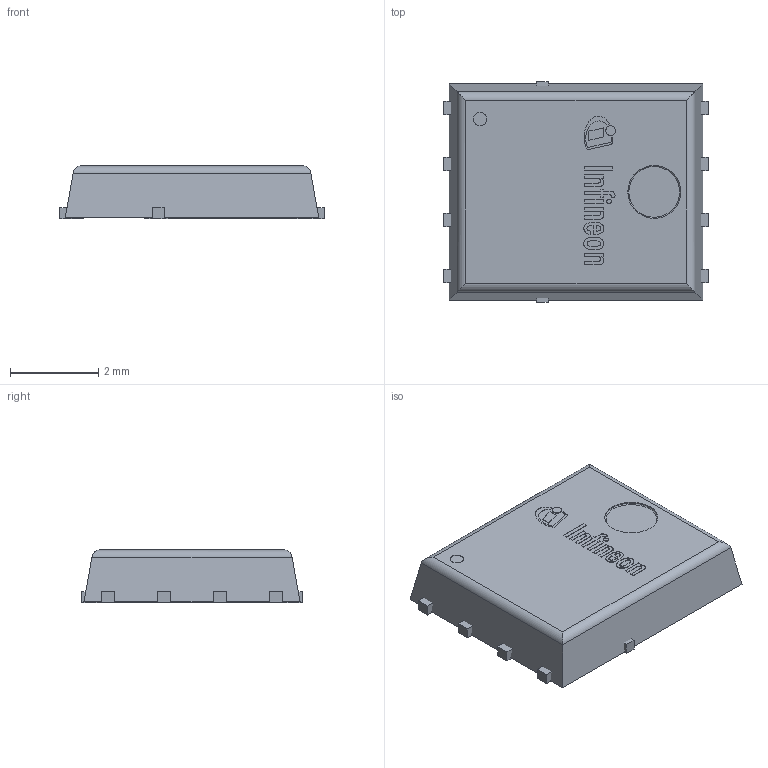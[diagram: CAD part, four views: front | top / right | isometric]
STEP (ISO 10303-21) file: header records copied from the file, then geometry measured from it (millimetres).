
FILE_DESCRIPTION(/* description */ (''),/* implementation_level */ '2;1');
FILE_NAME(/* name */ 'PG-TDSON-8-64_Z8B00220301_V01_3D.stp',/* time_stamp */ '2024-03-27T18:22:08+06:00',/* author */ ('sivamani'),/* organization */ (''),/* preprocessor_version */ 'ST-DEVELOPER v16.13',/* originating_system */ 'AutoCAD Mechanical',/* authorisation */ '');
FILE_SCHEMA (('AUTOMOTIVE_DESIGN { 1 0 10303 214 3 1 1 }'));
Length unit declared in the file: millimetre
Products named in the file (1): Product
Bounding box: 6 x 5 x 1.21 mm (x, y, z)
Volume: 34.6 mm3; surface area: 117.2 mm2
Topology: 19 solids, 19 shells, 237 faces, 586 edges, 389 vertices
Faces by surface type: plane 207, bspline 18, cylinder 11, torus 1
Full cylindrical faces by diameter (mm): 0.107 x1, 0.219 x1, 0.3 x2, 1.2 x1
Entity records: 7069 total; most frequent: CARTESIAN_POINT 1577, ORIENTED_EDGE 1160, DIRECTION 1003, EDGE_CURVE 580, LINE 525, VECTOR 525, VERTEX_POINT 389, EDGE_LOOP 249
